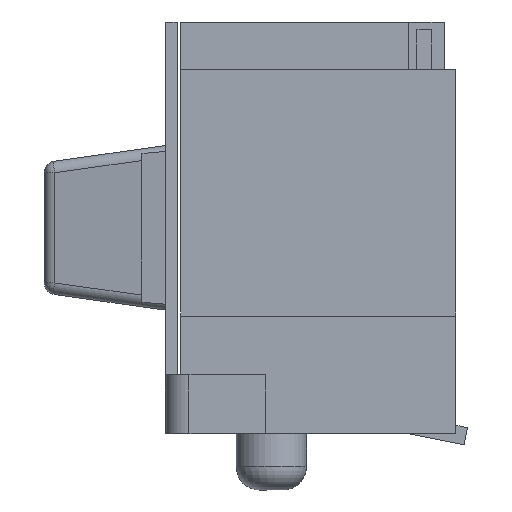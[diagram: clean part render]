
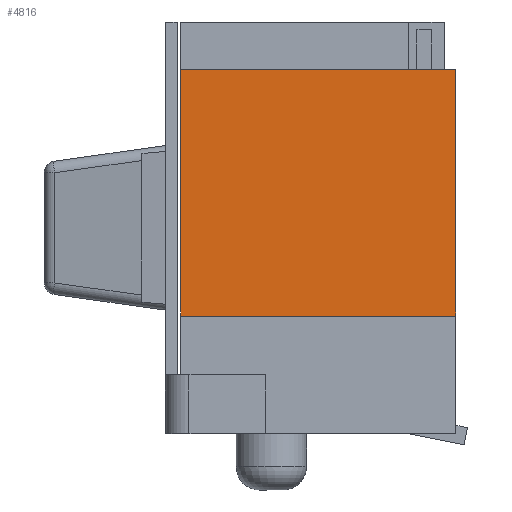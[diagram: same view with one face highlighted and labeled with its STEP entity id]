
A CAD part, left-side view. The second image highlights one B-rep face of the part: STEP entity #4816.
In plain terms, the highlighted planar face has unit normal (-1, 0, 0).
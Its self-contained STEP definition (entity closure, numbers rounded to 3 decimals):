
#721 = ORIENTED_EDGE ( 'NONE', *, *, #7862, .F. ) ;
#931 = VERTEX_POINT ( 'NONE', #9849 ) ;
#1344 = LINE ( 'NONE', #2423, #14409 ) ;
#1689 = CARTESIAN_POINT ( 'NONE',  ( -2.935, -1.608, 0.888 ) ) ;
#2127 = DIRECTION ( 'NONE',  ( 0., 0., 1. ) ) ;
#2198 = ORIENTED_EDGE ( 'NONE', *, *, #6583, .F. ) ;
#2301 = VECTOR ( 'NONE', #8207, 1000. ) ;
#2423 = CARTESIAN_POINT ( 'NONE',  ( -2.935, 2.484, -1.212 ) ) ;
#2827 = EDGE_LOOP ( 'NONE', ( #5830, #10206, #2198, #9635, #721 ) ) ;
#3904 = CARTESIAN_POINT ( 'NONE',  ( -2.935, 0.333, -1.212 ) ) ;
#4339 = LINE ( 'NONE', #11779, #2301 ) ;
#4373 = CARTESIAN_POINT ( 'NONE',  ( -2.935, 0.333, 0.888 ) ) ;
#4744 = DIRECTION ( 'NONE',  ( 1., 0., 0. ) ) ;
#4816 = ADVANCED_FACE ( 'NONE', ( #7368 ), #10753, .F. ) ;
#5262 = VECTOR ( 'NONE', #14384, 1000. ) ;
#5288 = VECTOR ( 'NONE', #14223, 1000. ) ;
#5563 = VERTEX_POINT ( 'NONE', #9448 ) ;
#5830 = ORIENTED_EDGE ( 'NONE', *, *, #12048, .T. ) ;
#6583 = EDGE_CURVE ( 'NONE', #10969, #931, #4339, .T. ) ;
#7346 = VECTOR ( 'NONE', #2127, 1000. ) ;
#7368 = FACE_OUTER_BOUND ( 'NONE', #2827, .T. ) ;
#7862 = EDGE_CURVE ( 'NONE', #14415, #9963, #12729, .T. ) ;
#8207 = DIRECTION ( 'NONE',  ( 0., -1., 0. ) ) ;
#9222 = AXIS2_PLACEMENT_3D ( 'NONE', #15525, #4744, #12090 ) ;
#9448 = CARTESIAN_POINT ( 'NONE',  ( -2.935, -2.008, -1.212 ) ) ;
#9635 = ORIENTED_EDGE ( 'NONE', *, *, #14260, .F. ) ;
#9849 = CARTESIAN_POINT ( 'NONE',  ( -2.935, -2.008, 0.888 ) ) ;
#9963 = VERTEX_POINT ( 'NONE', #10623 ) ;
#10206 = ORIENTED_EDGE ( 'NONE', *, *, #10364, .T. ) ;
#10364 = EDGE_CURVE ( 'NONE', #5563, #931, #13928, .T. ) ;
#10623 = CARTESIAN_POINT ( 'NONE',  ( -2.935, 0.333, 0.888 ) ) ;
#10753 = PLANE ( 'NONE',  #9222 ) ;
#10969 = VERTEX_POINT ( 'NONE', #1689 ) ;
#11520 = CARTESIAN_POINT ( 'NONE',  ( -2.935, -2.008, 0.888 ) ) ;
#11779 = CARTESIAN_POINT ( 'NONE',  ( -2.935, 2.484, 0.888 ) ) ;
#12044 = DIRECTION ( 'NONE',  ( 0., -1., 0. ) ) ;
#12048 = EDGE_CURVE ( 'NONE', #14415, #5563, #1344, .T. ) ;
#12090 = DIRECTION ( 'NONE',  ( 0., 1., 0. ) ) ;
#12729 = LINE ( 'NONE', #4373, #5262 ) ;
#12969 = CARTESIAN_POINT ( 'NONE',  ( -2.935, 2.484, 0.888 ) ) ;
#13928 = LINE ( 'NONE', #11520, #7346 ) ;
#14223 = DIRECTION ( 'NONE',  ( 0., -1., 0. ) ) ;
#14260 = EDGE_CURVE ( 'NONE', #9963, #10969, #15558, .T. ) ;
#14384 = DIRECTION ( 'NONE',  ( 0., 0., 1. ) ) ;
#14409 = VECTOR ( 'NONE', #12044, 1000. ) ;
#14415 = VERTEX_POINT ( 'NONE', #3904 ) ;
#15525 = CARTESIAN_POINT ( 'NONE',  ( -2.935, 2.484, 0.888 ) ) ;
#15558 = LINE ( 'NONE', #12969, #5288 ) ;
